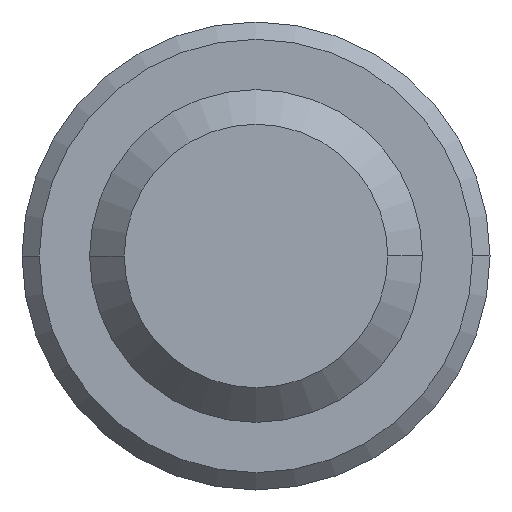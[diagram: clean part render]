
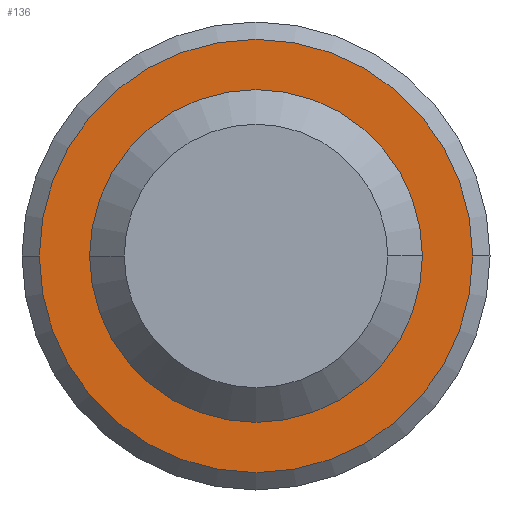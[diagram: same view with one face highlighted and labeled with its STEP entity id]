
A CAD part, front view. The second image highlights one B-rep face of the part: STEP entity #136.
In plain terms, the highlighted planar face has unit normal (0, -1, 0).
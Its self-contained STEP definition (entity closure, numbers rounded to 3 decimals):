
#8 = ORIENTED_EDGE ( 'NONE', *, *, #183, .T. ) ;
#32 = VERTEX_POINT ( 'NONE', #256 ) ;
#91 = EDGE_LOOP ( 'NONE', ( #130, #111 ) ) ;
#100 = VERTEX_POINT ( 'NONE', #396 ) ;
#109 = AXIS2_PLACEMENT_3D ( 'NONE', #728, #219, #788 ) ;
#111 = ORIENTED_EDGE ( 'NONE', *, *, #195, .F. ) ;
#117 = ORIENTED_EDGE ( 'NONE', *, *, #799, .T. ) ;
#123 = VERTEX_POINT ( 'NONE', #342 ) ;
#130 = ORIENTED_EDGE ( 'NONE', *, *, #746, .F. ) ;
#136 = ADVANCED_FACE ( 'NONE', ( #566, #458 ), #459, .T. ) ;
#155 = CIRCLE ( 'NONE', #109, 4.8 ) ;
#183 = EDGE_CURVE ( 'NONE', #123, #32, #448, .T. ) ;
#195 = EDGE_CURVE ( 'NONE', #685, #100, #155, .T. ) ;
#210 = DIRECTION ( 'NONE',  ( 0., -1., 0. ) ) ;
#217 = CARTESIAN_POINT ( 'NONE',  ( 0., 6., 0. ) ) ;
#219 = DIRECTION ( 'NONE',  ( 0., -1., 0. ) ) ;
#256 = CARTESIAN_POINT ( 'NONE',  ( -6.25, 6., 0. ) ) ;
#328 = DIRECTION ( 'NONE',  ( 1., 0., 0. ) ) ;
#334 = DIRECTION ( 'NONE',  ( 1., 0., 0. ) ) ;
#342 = CARTESIAN_POINT ( 'NONE',  ( 6.25, 6., 0. ) ) ;
#356 = AXIS2_PLACEMENT_3D ( 'NONE', #710, #717, #334 ) ;
#386 = AXIS2_PLACEMENT_3D ( 'NONE', #533, #657, #727 ) ;
#396 = CARTESIAN_POINT ( 'NONE',  ( 4.8, 6., 0. ) ) ;
#424 = EDGE_LOOP ( 'NONE', ( #117, #8 ) ) ;
#448 = CIRCLE ( 'NONE', #356, 6.25 ) ;
#454 = CARTESIAN_POINT ( 'NONE',  ( -4.8, 6., 0. ) ) ;
#458 = FACE_BOUND ( 'NONE', #91, .T. ) ;
#459 = PLANE ( 'NONE',  #496 ) ;
#496 = AXIS2_PLACEMENT_3D ( 'NONE', #776, #703, #328 ) ;
#533 = CARTESIAN_POINT ( 'NONE',  ( 0., 6., 0. ) ) ;
#551 = CIRCLE ( 'NONE', #621, 4.8 ) ;
#566 = FACE_OUTER_BOUND ( 'NONE', #424, .T. ) ;
#589 = DIRECTION ( 'NONE',  ( 1., 0., 0. ) ) ;
#621 = AXIS2_PLACEMENT_3D ( 'NONE', #217, #210, #589 ) ;
#657 = DIRECTION ( 'NONE',  ( 0., -1., 0. ) ) ;
#685 = VERTEX_POINT ( 'NONE', #454 ) ;
#698 = CIRCLE ( 'NONE', #386, 6.25 ) ;
#703 = DIRECTION ( 'NONE',  ( 0., -1., 0. ) ) ;
#710 = CARTESIAN_POINT ( 'NONE',  ( 0., 6., 0. ) ) ;
#717 = DIRECTION ( 'NONE',  ( 0., -1., 0. ) ) ;
#727 = DIRECTION ( 'NONE',  ( 1., 0., 0. ) ) ;
#728 = CARTESIAN_POINT ( 'NONE',  ( 0., 6., 0. ) ) ;
#746 = EDGE_CURVE ( 'NONE', #100, #685, #551, .T. ) ;
#776 = CARTESIAN_POINT ( 'NONE',  ( 4.8, 6., 0. ) ) ;
#788 = DIRECTION ( 'NONE',  ( 1., 0., 0. ) ) ;
#799 = EDGE_CURVE ( 'NONE', #32, #123, #698, .T. ) ;
